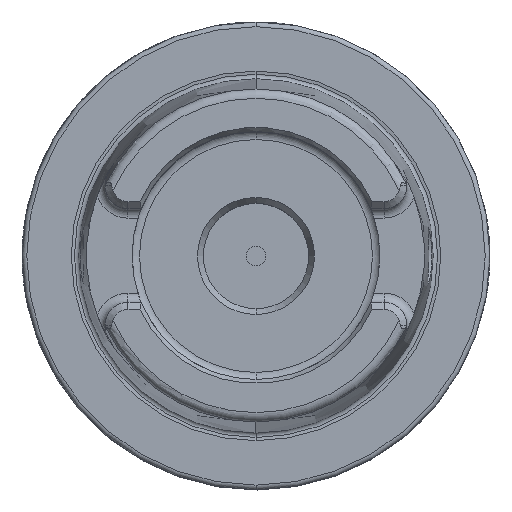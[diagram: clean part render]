
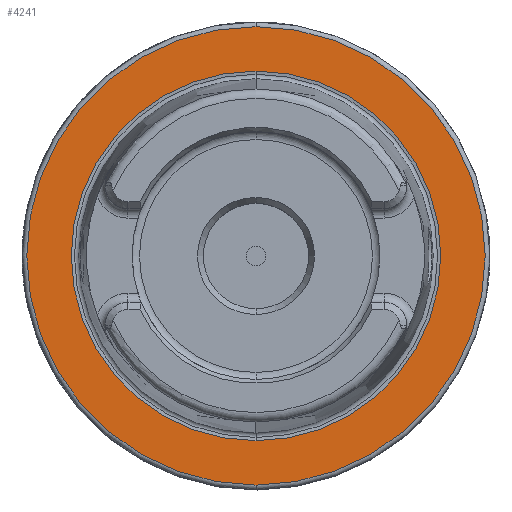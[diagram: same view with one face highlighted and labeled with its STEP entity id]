
A CAD part, top view. The second image highlights one B-rep face of the part: STEP entity #4241.
In plain terms, the highlighted planar face has unit normal (0, 0, 1).
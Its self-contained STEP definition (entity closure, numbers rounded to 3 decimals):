
#1122=CARTESIAN_POINT('',(0,0,29));
#1123=DIRECTION('',(0,0,1));
#1124=DIRECTION('',(0,1,0));
#1125=AXIS2_PLACEMENT_3D('',#1122,#1123,#1124);
#1127=CARTESIAN_POINT('',(0,0,29));
#1128=DIRECTION('',(0,0,-1));
#1129=DIRECTION('',(0,1,0));
#1130=AXIS2_PLACEMENT_3D('',#1127,#1128,#1129);
#1132=CARTESIAN_POINT('',(0,0,29));
#1133=DIRECTION('',(0,0,1));
#1134=DIRECTION('',(0,1,0));
#1135=AXIS2_PLACEMENT_3D('',#1132,#1133,#1134);
#1137=CARTESIAN_POINT('',(0,0,29));
#1138=DIRECTION('',(0,0,1));
#1139=DIRECTION('',(0,-1,0));
#1140=AXIS2_PLACEMENT_3D('',#1137,#1138,#1139);
#2793=CARTESIAN_POINT('',(0,39.499,29));
#2795=VERTEX_POINT('',#2793);
#2829=CARTESIAN_POINT('',(0,-39.499,29));
#2831=VERTEX_POINT('',#2829);
#2841=CARTESIAN_POINT('',(0,49,29));
#2842=CARTESIAN_POINT('',(0.,-49,29));
#2843=VERTEX_POINT('',#2841);
#2844=VERTEX_POINT('',#2842);
#4226=CARTESIAN_POINT('',(0,0,29));
#4227=DIRECTION('',(0,0,-1));
#4228=DIRECTION('',(0,-1,0));
#4229=AXIS2_PLACEMENT_3D('',#4226,#4227,#4228);
#4230=PLANE('',#4229);
#4232=ORIENTED_EDGE('',*,*,#4231,.F.);
#4234=ORIENTED_EDGE('',*,*,#4233,.F.);
#4235=EDGE_LOOP('',(#4232,#4234));
#4236=FACE_OUTER_BOUND('',#4235,.F.);
#4237=ORIENTED_EDGE('',*,*,#4208,.T.);
#4238=ORIENTED_EDGE('',*,*,#4219,.F.);
#4239=EDGE_LOOP('',(#4237,#4238));
#4240=FACE_BOUND('',#4239,.F.);
#4241=ADVANCED_FACE('',(#4236,#4240),#4230,.F.);
#1126=CIRCLE('',#1125,39.499);
#1131=CIRCLE('',#1130,39.499);
#1136=CIRCLE('',#1135,49);
#1141=CIRCLE('',#1140,49);
#4208=EDGE_CURVE('',#2795,#2831,#1126,.T.);
#4219=EDGE_CURVE('',#2795,#2831,#1131,.T.);
#4231=EDGE_CURVE('',#2843,#2844,#1136,.T.);
#4233=EDGE_CURVE('',#2844,#2843,#1141,.T.);
